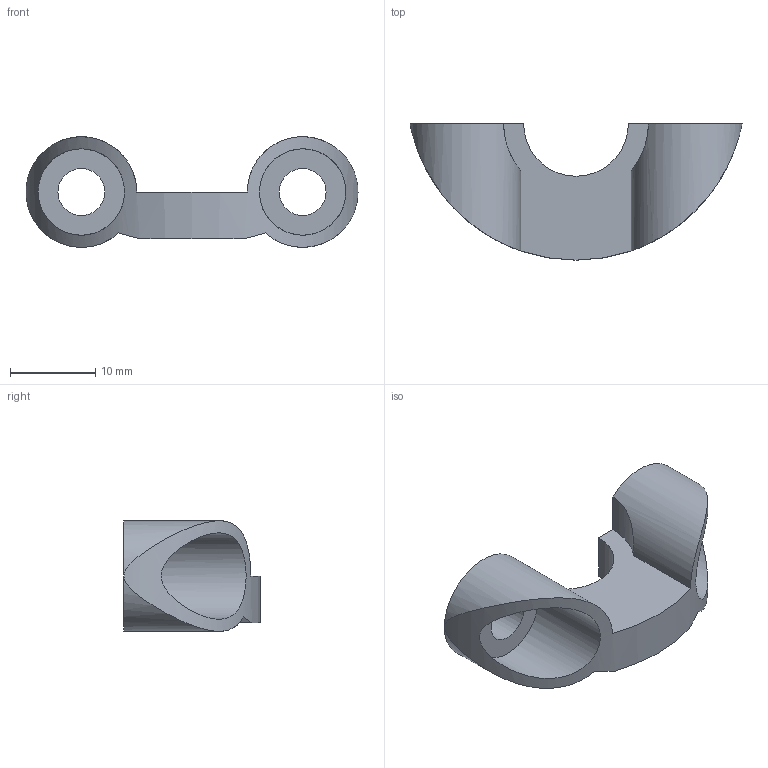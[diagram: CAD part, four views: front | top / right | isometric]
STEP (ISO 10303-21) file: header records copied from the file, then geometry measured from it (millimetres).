
Length unit declared in the file: millimetre
Products named in the file (1): Portal
Bounding box: 39 x 16 x 13 mm (x, y, z)
Volume: 2347.2 mm3; surface area: 2216.1 mm2
Topology: 1 solids, 1 shells, 20 faces, 44 edges, 28 vertices
Faces by surface type: cylinder 12, plane 8
Full cylindrical faces by diameter (mm): 5.5 x2, 10.15 x2
Entity records: 773 total; most frequent: CARTESIAN_POINT 277, DIRECTION 96, ORIENTED_EDGE 88, EDGE_CURVE 44, AXIS2_PLACEMENT_3D 39, VERTEX_POINT 28, EDGE_LOOP 26, FACE_OUTER_BOUND 20
